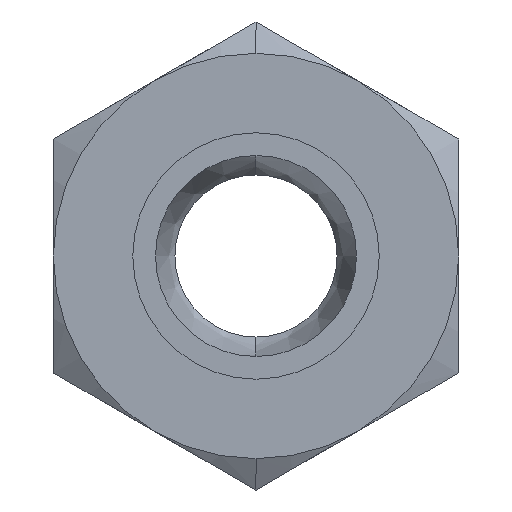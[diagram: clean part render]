
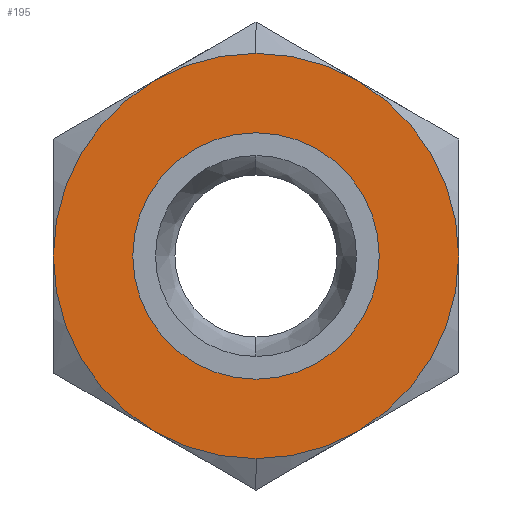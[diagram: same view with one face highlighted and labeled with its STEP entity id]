
A CAD part, left-side view. The second image highlights one B-rep face of the part: STEP entity #195.
In plain terms, the highlighted planar face has unit normal (-1, 0, 0).
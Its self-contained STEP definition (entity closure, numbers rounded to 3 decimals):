
#1=CARTESIAN_POINT('POINT1',(19.05,0.,
   7.938));
#2=VERTEX_POINT('VERTEX1',#1);
#11=CARTESIAN_POINT('POINT3',(19.05,-3.969,
   6.874));
#12=VERTEX_POINT('VERTEX3',#11);
#13=CARTESIAN_POINT('POS2',(19.05,0.,0.))
   ;
#14=DIRECTION('DIR2',(-1.,0.,
   0.));
#15=DIRECTION('DIR3',(0.,0.,-1.));
#16=AXIS2_PLACEMENT_3D('AXIS1',#13,#14,#15);
#17=CIRCLE('ELLIPSE1',#16,7.938);
#18=EDGE_CURVE('EDGE2',#12,#2,#17,.T.);
#35=CARTESIAN_POINT('POINT4',(19.05,3.969,
   6.874));
#36=VERTEX_POINT('VERTEX4',#35);
#43=EDGE_CURVE('EDGE5',#2,#36,#17,.T.);
#48=CARTESIAN_POINT('POINT5',(19.05,7.938,
   0.));
#49=VERTEX_POINT('VERTEX5',#48);
#58=EDGE_CURVE('EDGE7',#36,#49,#17,.T.);
#69=CARTESIAN_POINT('POINT7',(19.05,3.969,
   -6.874));
#70=VERTEX_POINT('VERTEX7',#69);
#79=EDGE_CURVE('EDGE10',#49,#70,#17,.T.);
#92=CARTESIAN_POINT('POINT10',(19.05,0.,
   -7.938));
#93=VERTEX_POINT('VERTEX10',#92);
#100=EDGE_CURVE('EDGE13',#70,#93,#17,.T.);
#113=CARTESIAN_POINT('POINT12',(19.05,-7.938,
   0.));
#114=VERTEX_POINT('VERTEX12',#113);
#127=EDGE_CURVE('EDGE17',#114,#12,#17,.T.);
#133=CARTESIAN_POINT('POINT13',(19.05,-3.969,
   -6.874));
#134=VERTEX_POINT('VERTEX13',#133);
#141=EDGE_CURVE('EDGE19',#93,#134,#17,.T.);
#160=EDGE_CURVE('EDGE22',#134,#114,#17,.T.);
#165=CARTESIAN_POINT('POINT15',(19.05,0.,
   -4.826));
#166=VERTEX_POINT('VERTEX15',#165);
#167=CARTESIAN_POINT('POINT16',(19.05,0.,
   4.826));
#168=VERTEX_POINT('VERTEX16',#167);
#169=CARTESIAN_POINT('POS5',(19.05,0.,0.))
   ;
#170=DIRECTION('DIR7',(1.,0.,
   0.));
#171=DIRECTION('DIR8',(0.,0.,-1.));
#172=AXIS2_PLACEMENT_3D('AXIS3',#169,#170,#171);
#173=CIRCLE('ELLIPSE2',#172,4.826);
#174=EDGE_CURVE('EDGE23',#166,#168,#173,.T.);
#175=ORIENTED_EDGE('COEDGE25',*,*,#174,.T.);
#176=EDGE_CURVE('EDGE24',#168,#166,#173,.T.);
#177=ORIENTED_EDGE('COEDGE26',*,*,#176,.T.);
#178=EDGE_LOOP('NONE',(#175,#177));
#179=FACE_BOUND('LOOP1',#178,.T.);
#180=ORIENTED_EDGE('COEDGE27',*,*,#18,.T.);
#181=ORIENTED_EDGE('COEDGE28',*,*,#43,.T.);
#182=ORIENTED_EDGE('COEDGE29',*,*,#58,.T.);
#183=ORIENTED_EDGE('COEDGE30',*,*,#79,.T.);
#184=ORIENTED_EDGE('COEDGE31',*,*,#100,.T.);
#185=ORIENTED_EDGE('COEDGE32',*,*,#141,.T.);
#186=ORIENTED_EDGE('COEDGE33',*,*,#160,.T.);
#187=ORIENTED_EDGE('COEDGE34',*,*,#127,.T.);
#188=EDGE_LOOP('NONE',(#180,#181,#182,#183,#184,#185,#186,#187));
#189=FACE_BOUND('LOOP1',#188,.T.);
#190=CARTESIAN_POINT('POS6',(19.05,0.,
   0.));
#191=DIRECTION('DIR9',(1.,0.,
   0.));
#192=DIRECTION('DIR10',(0.,1.,
   0.));
#193=AXIS2_PLACEMENT_3D('AXIS4',#190,#191,#192);
#194=PLANE('PLANE1',#193);
#195=ADVANCED_FACE('FACE9',(#179,#189),#194,.F.);
